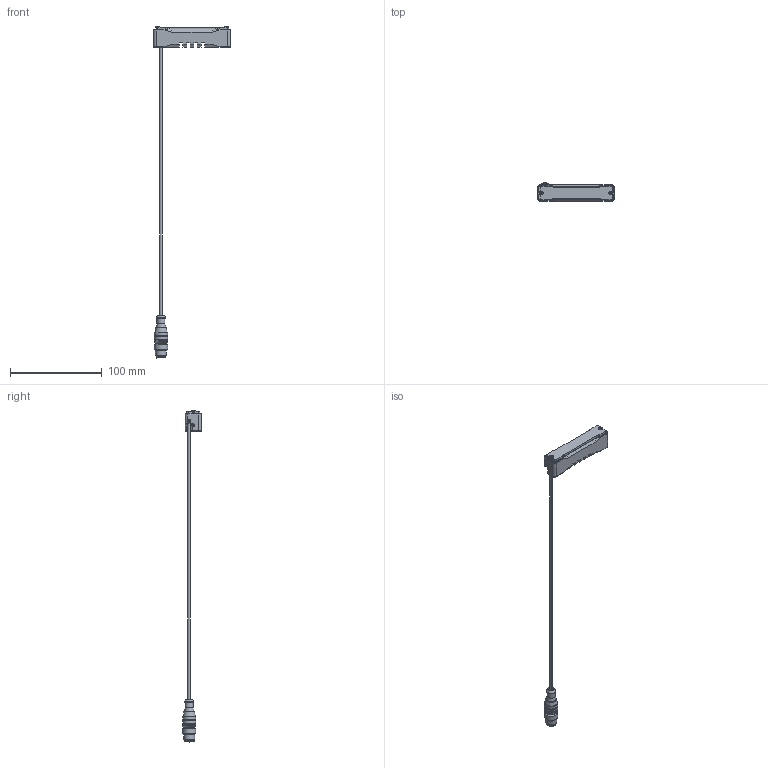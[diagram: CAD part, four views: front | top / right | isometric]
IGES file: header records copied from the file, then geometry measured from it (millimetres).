
Global section: file name: BE-A65; native system: Autodesk Inventor 2021; preprocessor: unknown; author: S. Sandt; organization: di-soric GmbH & Co. KG; date: 20210323.073319; units: millimetre
Bounding box: 84 x 20.75 x 362.85 mm (x, y, z)
Volume: 34023.8 mm3; surface area: 18497 mm2
Topology: 1 solids, 7 shells, 377 faces, 1004 edges, 655 vertices
Faces by surface type: bspline 377
